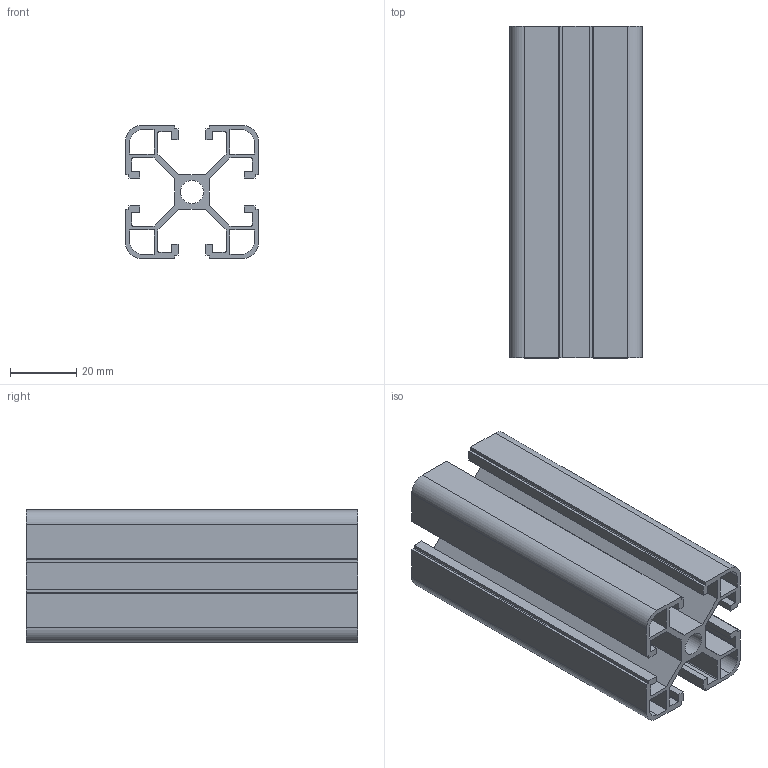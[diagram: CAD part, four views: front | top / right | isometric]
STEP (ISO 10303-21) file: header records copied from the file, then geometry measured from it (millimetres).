
FILE_DESCRIPTION(('FreeCAD Model'),'2;1');
FILE_NAME('Open CASCADE Shape Model','2025-11-02T15:07:24',(''),(''), 'Open CASCADE STEP processor 7.8','FreeCAD','Unknown');
FILE_SCHEMA(('AUTOMOTIVE_DESIGN_CC2 { 1 2 10303 214 -1 1 5 4 }'));
Length unit declared in the file: millimetre
Products named in the file (1): AluminumProfile-40x40
Bounding box: 40 x 100 x 40 mm (x, y, z)
Volume: 40545.1 mm3; surface area: 51588 mm2
Topology: 1 solids, 1 shells, 127 faces, 375 edges, 250 vertices
Faces by surface type: plane 94, cylinder 33
Full cylindrical faces by diameter (mm): 7 x1
Entity records: 4257 total; most frequent: CARTESIAN_POINT 753, ORIENTED_EDGE 750, DIRECTION 697, EDGE_CURVE 375, LINE 309, VECTOR 309, VERTEX_POINT 250, AXIS2_PLACEMENT_3D 194
